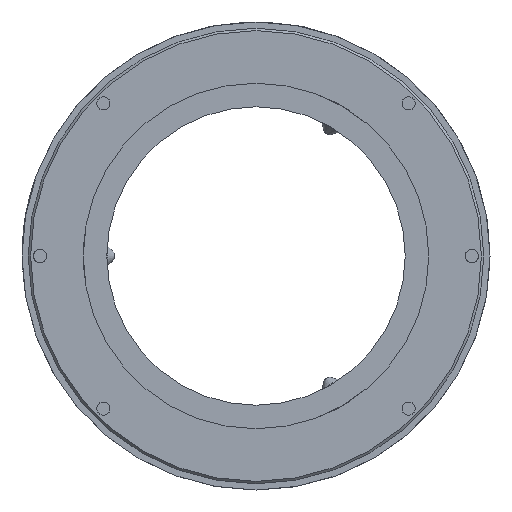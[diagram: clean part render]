
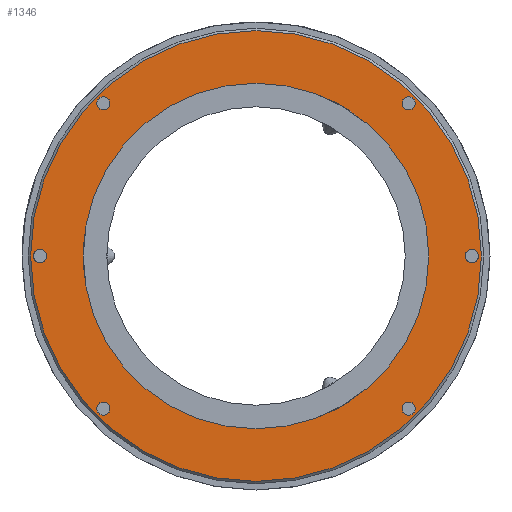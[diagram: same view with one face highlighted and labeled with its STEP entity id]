
A CAD part, left-side view. The second image highlights one B-rep face of the part: STEP entity #1346.
In plain terms, the highlighted planar face has unit normal (-1, 0, 0).
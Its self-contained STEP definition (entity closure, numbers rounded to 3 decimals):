
#792=PLANE('',#4607);
#1048=CIRCLE('',#4350,0.85);
#1050=CIRCLE('',#4354,0.85);
#1052=CIRCLE('',#4358,0.85);
#1180=CIRCLE('',#4601,28.7);
#1181=CIRCLE('',#4603,22.);
#1182=CIRCLE('',#4604,0.85);
#1183=CIRCLE('',#4605,0.85);
#1184=CIRCLE('',#4606,0.85);
#1346=ADVANCED_FACE('',(#1676,#1677,#1678,#1679,#1680,#1681,#1682,#1683),
#792,.T.);
#1676=FACE_BOUND('',#1978,.T.);
#1677=FACE_BOUND('',#1979,.T.);
#1678=FACE_BOUND('',#1980,.T.);
#1679=FACE_BOUND('',#1981,.T.);
#1680=FACE_BOUND('',#1982,.T.);
#1681=FACE_BOUND('',#1983,.T.);
#1682=FACE_BOUND('',#1984,.T.);
#1683=FACE_BOUND('',#1985,.T.);
#1978=EDGE_LOOP('',(#2718));
#1979=EDGE_LOOP('',(#2719));
#1980=EDGE_LOOP('',(#2720));
#1981=EDGE_LOOP('',(#2721));
#1982=EDGE_LOOP('',(#2722));
#1983=EDGE_LOOP('',(#2723));
#1984=EDGE_LOOP('',(#2724));
#1985=EDGE_LOOP('',(#2725));
#2718=ORIENTED_EDGE('',*,*,#3993,.F.);
#2719=ORIENTED_EDGE('',*,*,#3719,.T.);
#2720=ORIENTED_EDGE('',*,*,#3994,.T.);
#2721=ORIENTED_EDGE('',*,*,#3995,.T.);
#2722=ORIENTED_EDGE('',*,*,#3723,.T.);
#2723=ORIENTED_EDGE('',*,*,#3721,.T.);
#2724=ORIENTED_EDGE('',*,*,#3996,.T.);
#2725=ORIENTED_EDGE('',*,*,#3992,.T.);
#3293=VERTEX_POINT('',#6075);
#3295=VERTEX_POINT('',#6081);
#3297=VERTEX_POINT('',#6087);
#3513=VERTEX_POINT('',#7171);
#3514=VERTEX_POINT('',#7174);
#3515=VERTEX_POINT('',#7176);
#3516=VERTEX_POINT('',#7178);
#3517=VERTEX_POINT('',#7180);
#3719=EDGE_CURVE('',#3293,#3293,#1048,.T.);
#3721=EDGE_CURVE('',#3295,#3295,#1050,.T.);
#3723=EDGE_CURVE('',#3297,#3297,#1052,.T.);
#3992=EDGE_CURVE('',#3513,#3513,#1180,.T.);
#3993=EDGE_CURVE('',#3514,#3514,#1181,.T.);
#3994=EDGE_CURVE('',#3515,#3515,#1182,.T.);
#3995=EDGE_CURVE('',#3516,#3516,#1183,.T.);
#3996=EDGE_CURVE('',#3517,#3517,#1184,.T.);
#4350=AXIS2_PLACEMENT_3D('',#6074,#4771,#4772);
#4354=AXIS2_PLACEMENT_3D('',#6080,#4779,#4780);
#4358=AXIS2_PLACEMENT_3D('',#6086,#4787,#4788);
#4601=AXIS2_PLACEMENT_3D('',#7170,#5347,#5348);
#4603=AXIS2_PLACEMENT_3D('',#7173,#5351,#5352);
#4604=AXIS2_PLACEMENT_3D('',#7175,#5353,#5354);
#4605=AXIS2_PLACEMENT_3D('',#7177,#5355,#5356);
#4606=AXIS2_PLACEMENT_3D('',#7179,#5357,#5358);
#4607=AXIS2_PLACEMENT_3D('',#7181,#5359,#5360);
#4771=DIRECTION('',(1.,0.,0.));
#4772=DIRECTION('',(0.,1.,0.));
#4779=DIRECTION('',(1.,0.,0.));
#4780=DIRECTION('',(0.,1.,0.));
#4787=DIRECTION('',(1.,0.,0.));
#4788=DIRECTION('',(0.,1.,0.));
#5347=DIRECTION('',(-1.,0.,0.));
#5348=DIRECTION('',(0.,1.,0.));
#5351=DIRECTION('',(-1.,0.,0.));
#5352=DIRECTION('',(0.,1.,0.));
#5353=DIRECTION('',(1.,0.,0.));
#5354=DIRECTION('',(0.,1.,0.));
#5355=DIRECTION('',(1.,0.,0.));
#5356=DIRECTION('',(0.,1.,0.));
#5357=DIRECTION('',(1.,0.,0.));
#5358=DIRECTION('',(0.,1.,0.));
#5359=DIRECTION('',(-1.,0.,0.));
#5360=DIRECTION('',(0.,1.,0.));
#6074=CARTESIAN_POINT('',(-51.3,-27.5,0.));
#6075=CARTESIAN_POINT('',(-51.3,-26.65,0.));
#6080=CARTESIAN_POINT('',(-51.3,19.445,19.445));
#6081=CARTESIAN_POINT('',(-51.3,20.295,19.445));
#6086=CARTESIAN_POINT('',(-51.3,27.5,0.));
#6087=CARTESIAN_POINT('',(-51.3,28.35,0.));
#7170=CARTESIAN_POINT('',(-51.3,0.,0.));
#7171=CARTESIAN_POINT('',(-51.3,28.7,0.));
#7173=CARTESIAN_POINT('',(-51.3,0.,0.));
#7174=CARTESIAN_POINT('',(-51.3,22.,0.));
#7175=CARTESIAN_POINT('',(-51.3,-19.445,-19.445));
#7176=CARTESIAN_POINT('',(-51.3,-18.595,-19.445));
#7177=CARTESIAN_POINT('',(-51.3,19.445,-19.445));
#7178=CARTESIAN_POINT('',(-51.3,20.295,-19.445));
#7179=CARTESIAN_POINT('',(-51.3,-19.445,19.445));
#7180=CARTESIAN_POINT('',(-51.3,-18.595,19.445));
#7181=CARTESIAN_POINT('',(-51.3,-31.9,31.9));
